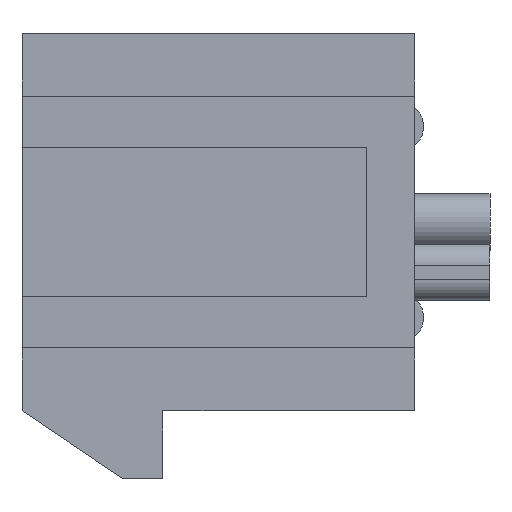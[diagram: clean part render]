
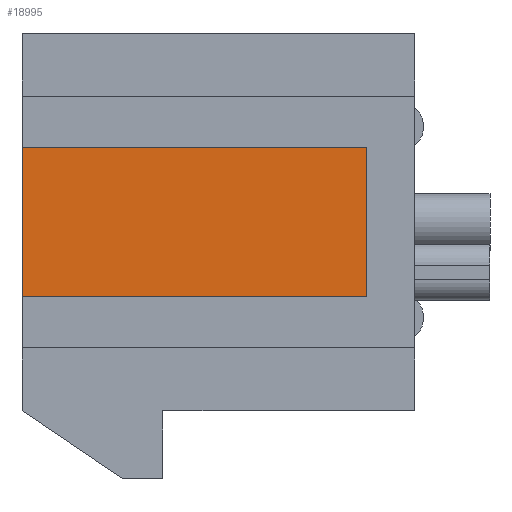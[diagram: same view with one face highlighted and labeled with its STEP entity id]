
A CAD part, left-side view. The second image highlights one B-rep face of the part: STEP entity #18995.
In plain terms, the highlighted planar face has unit normal (-1, 0, 0).
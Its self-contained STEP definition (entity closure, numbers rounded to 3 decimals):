
#4814=ORIENTED_EDGE('',*,*,#8432,.T.);
#4815=ORIENTED_EDGE('',*,*,#8434,.T.);
#4816=ORIENTED_EDGE('',*,*,#8435,.F.);
#4817=ORIENTED_EDGE('',*,*,#8436,.F.);
#8432=EDGE_CURVE('',#10439,#10438,#12740,.T.);
#8434=EDGE_CURVE('',#10438,#10440,#12742,.T.);
#8435=EDGE_CURVE('',#10441,#10440,#12743,.T.);
#8436=EDGE_CURVE('',#10439,#10441,#12744,.T.);
#10438=VERTEX_POINT('',#30265);
#10439=VERTEX_POINT('',#30267);
#10440=VERTEX_POINT('',#30271);
#10441=VERTEX_POINT('',#30273);
#12740=LINE('',#30266,#15210);
#12742=LINE('',#30270,#15212);
#12743=LINE('',#30272,#15213);
#12744=LINE('',#30274,#15214);
#15210=VECTOR('',#24671,1000.);
#15212=VECTOR('',#24675,1000.);
#15213=VECTOR('',#24676,1000.);
#15214=VECTOR('',#24677,1000.);
#16278=EDGE_LOOP('',(#4814,#4815,#4816,#4817));
#17238=FACE_BOUND('',#16278,.T.);
#18054=PLANE('',#20254);
#18995=ADVANCED_FACE('',(#17238),#18054,.F.);
#20254=AXIS2_PLACEMENT_3D('',#30269,#24673,#24674);
#24671=DIRECTION('',(0.,-1.,0.));
#24673=DIRECTION('',(1.,0.,0.));
#24674=DIRECTION('',(0.,0.,-1.));
#24675=DIRECTION('',(0.,0.,1.));
#24676=DIRECTION('',(0.,-1.,0.));
#24677=DIRECTION('',(0.,0.,1.));
#30265=CARTESIAN_POINT('',(-12.3,0.95,-1.485));
#30266=CARTESIAN_POINT('',(-12.3,7.8,-1.485));
#30267=CARTESIAN_POINT('',(-12.3,7.8,-1.485));
#30269=CARTESIAN_POINT('',(-12.3,7.8,-1.485));
#30270=CARTESIAN_POINT('',(-12.3,0.95,-1.485));
#30271=CARTESIAN_POINT('',(-12.3,0.95,1.485));
#30272=CARTESIAN_POINT('',(-12.3,7.8,1.485));
#30273=CARTESIAN_POINT('',(-12.3,7.8,1.485));
#30274=CARTESIAN_POINT('',(-12.3,7.8,-1.485));
